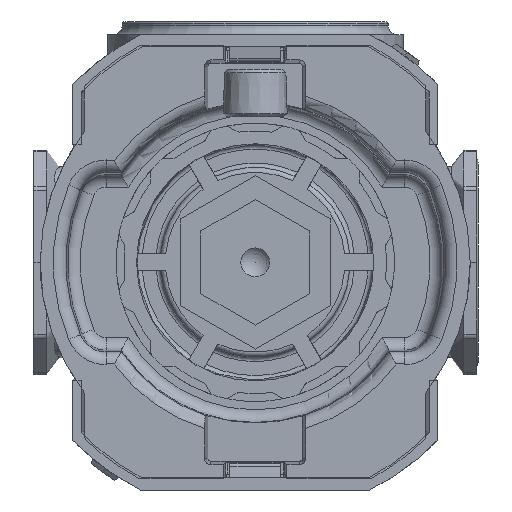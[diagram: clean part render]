
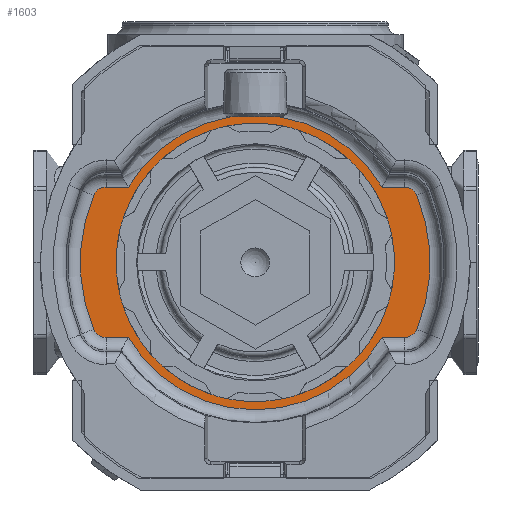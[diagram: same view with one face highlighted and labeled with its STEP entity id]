
A CAD part, front view. The second image highlights one B-rep face of the part: STEP entity #1603.
In plain terms, the highlighted planar face has unit normal (0, -1, 0).
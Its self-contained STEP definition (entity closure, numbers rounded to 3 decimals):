
#1603 = ADVANCED_FACE( '', ( #4251 ), #4252, .T. );
#4251 = FACE_OUTER_BOUND( '', #8115, .T. );
#4252 = PLANE( '', #8116 );
#8115 = EDGE_LOOP( '', ( #12984, #12985, #12986, #12987, #12988, #12989, #12990, #12991, #12992, #12993, #12994, #12995, #12996, #12997, #12998, #12999 ) );
#8116 = AXIS2_PLACEMENT_3D( '', #13000, #13001, #13002 );
#12984 = ORIENTED_EDGE( '', *, *, #23850, .F. );
#12985 = ORIENTED_EDGE( '', *, *, #23851, .T. );
#12986 = ORIENTED_EDGE( '', *, *, #23852, .F. );
#12987 = ORIENTED_EDGE( '', *, *, #23853, .T. );
#12988 = ORIENTED_EDGE( '', *, *, #23854, .T. );
#12989 = ORIENTED_EDGE( '', *, *, #23855, .T. );
#12990 = ORIENTED_EDGE( '', *, *, #23856, .T. );
#12991 = ORIENTED_EDGE( '', *, *, #23660, .F. );
#12992 = ORIENTED_EDGE( '', *, *, #23299, .T. );
#12993 = ORIENTED_EDGE( '', *, *, #23857, .T. );
#12994 = ORIENTED_EDGE( '', *, *, #23858, .T. );
#12995 = ORIENTED_EDGE( '', *, *, #23859, .F. );
#12996 = ORIENTED_EDGE( '', *, *, #23860, .F. );
#12997 = ORIENTED_EDGE( '', *, *, #23861, .F. );
#12998 = ORIENTED_EDGE( '', *, *, #23862, .F. );
#12999 = ORIENTED_EDGE( '', *, *, #23863, .T. );
#13000 = CARTESIAN_POINT( '', ( 0., 12., 0. ) );
#13001 = DIRECTION( '', ( 0., -1., 0. ) );
#13002 = DIRECTION( '', ( 0., 0., -1. ) );
#23299 = EDGE_CURVE( '', #27994, #27992, #27995, .T. );
#23660 = EDGE_CURVE( '', #27994, #28623, #28624, .T. );
#23850 = EDGE_CURVE( '', #28951, #28952, #28953, .T. );
#23851 = EDGE_CURVE( '', #28951, #28954, #28955, .T. );
#23852 = EDGE_CURVE( '', #28956, #28954, #28957, .T. );
#23853 = EDGE_CURVE( '', #28956, #28958, #28959, .T. );
#23854 = EDGE_CURVE( '', #28958, #28960, #28961, .T. );
#23855 = EDGE_CURVE( '', #28960, #28962, #28963, .T. );
#23856 = EDGE_CURVE( '', #28962, #28623, #28964, .T. );
#23857 = EDGE_CURVE( '', #27992, #28965, #28966, .T. );
#23858 = EDGE_CURVE( '', #28965, #28967, #28968, .T. );
#23859 = EDGE_CURVE( '', #28969, #28967, #28970, .T. );
#23860 = EDGE_CURVE( '', #28971, #28969, #28972, .T. );
#23861 = EDGE_CURVE( '', #28973, #28971, #28974, .T. );
#23862 = EDGE_CURVE( '', #28975, #28973, #28976, .T. );
#23863 = EDGE_CURVE( '', #28975, #28952, #28977, .T. );
#27992 = VERTEX_POINT( '', #35404 );
#27994 = VERTEX_POINT( '', #35419 );
#27995 = LINE( '', #35420, #35421 );
#28623 = VERTEX_POINT( '', #36543 );
#28624 = LINE( '', #36544, #36545 );
#28951 = VERTEX_POINT( '', #37261 );
#28952 = VERTEX_POINT( '', #37262 );
#28953 = LINE( '', #37263, #37264 );
#28954 = VERTEX_POINT( '', #37265 );
#28955 = CIRCLE( '', #37266, 23.325 );
#28956 = VERTEX_POINT( '', #37267 );
#28957 = LINE( '', #37268, #37269 );
#28958 = VERTEX_POINT( '', #37270 );
#28959 = LINE( '', #37271, #37272 );
#28960 = VERTEX_POINT( '', #37273 );
#28961 = CIRCLE( '', #37274, 2.15 );
#28962 = VERTEX_POINT( '', #37275 );
#28963 = CIRCLE( '', #37276, 27.65 );
#28964 = CIRCLE( '', #37277, 2.15 );
#28965 = VERTEX_POINT( '', #37278 );
#28966 = CIRCLE( '', #37279, 23.325 );
#28967 = VERTEX_POINT( '', #37280 );
#28968 = LINE( '', #37281, #37282 );
#28969 = VERTEX_POINT( '', #37283 );
#28970 = LINE( '', #37284, #37285 );
#28971 = VERTEX_POINT( '', #37286 );
#28972 = CIRCLE( '', #37287, 2.15 );
#28973 = VERTEX_POINT( '', #37288 );
#28974 = CIRCLE( '', #37289, 27.65 );
#28975 = VERTEX_POINT( '', #37290 );
#28976 = CIRCLE( '', #37291, 2.15 );
#28977 = LINE( '', #37292, #37293 );
#35404 = CARTESIAN_POINT( '', ( 20.067, 12., 11.89 ) );
#35419 = CARTESIAN_POINT( '', ( 23.559, 12., 11.89 ) );
#35420 = CARTESIAN_POINT( '', ( 23.559, 12., 11.89 ) );
#35421 = VECTOR( '', #47846, 1000. );
#36543 = CARTESIAN_POINT( '', ( 23.559, 12., 11.908 ) );
#36544 = CARTESIAN_POINT( '', ( 23.559, 12., 9.758 ) );
#36545 = VECTOR( '', #48271, 1000. );
#37261 = CARTESIAN_POINT( '', ( -20.067, 12., -11.89 ) );
#37262 = CARTESIAN_POINT( '', ( -23.559, 12., -11.89 ) );
#37263 = CARTESIAN_POINT( '', ( 23.559, 12., -11.89 ) );
#37264 = VECTOR( '', #48523, 1000. );
#37265 = CARTESIAN_POINT( '', ( 20.067, 12., -11.89 ) );
#37266 = AXIS2_PLACEMENT_3D( '', #48524, #48525, #48526 );
#37267 = CARTESIAN_POINT( '', ( 23.559, 12., -11.89 ) );
#37268 = CARTESIAN_POINT( '', ( 23.559, 12., -11.89 ) );
#37269 = VECTOR( '', #48527, 1000. );
#37270 = CARTESIAN_POINT( '', ( 23.559, 12., -11.908 ) );
#37271 = CARTESIAN_POINT( '', ( 23.559, 12., -9.758 ) );
#37272 = VECTOR( '', #48528, 1000. );
#37273 = CARTESIAN_POINT( '', ( 25.545, 12., -10.581 ) );
#37274 = AXIS2_PLACEMENT_3D( '', #48529, #48530, #48531 );
#37275 = CARTESIAN_POINT( '', ( 25.545, 12., 10.581 ) );
#37276 = AXIS2_PLACEMENT_3D( '', #48532, #48533, #48534 );
#37277 = AXIS2_PLACEMENT_3D( '', #48535, #48536, #48537 );
#37278 = CARTESIAN_POINT( '', ( -20.067, 12., 11.89 ) );
#37279 = AXIS2_PLACEMENT_3D( '', #48538, #48539, #48540 );
#37280 = CARTESIAN_POINT( '', ( -23.559, 12., 11.89 ) );
#37281 = CARTESIAN_POINT( '', ( 23.559, 12., 11.89 ) );
#37282 = VECTOR( '', #48541, 1000. );
#37283 = CARTESIAN_POINT( '', ( -23.559, 12., 11.908 ) );
#37284 = CARTESIAN_POINT( '', ( -23.559, 12., 11.908 ) );
#37285 = VECTOR( '', #48542, 1000. );
#37286 = CARTESIAN_POINT( '', ( -25.545, 12., 10.581 ) );
#37287 = AXIS2_PLACEMENT_3D( '', #48543, #48544, #48545 );
#37288 = CARTESIAN_POINT( '', ( -25.545, 12., -10.581 ) );
#37289 = AXIS2_PLACEMENT_3D( '', #48546, #48547, #48548 );
#37290 = CARTESIAN_POINT( '', ( -23.559, 12., -11.908 ) );
#37291 = AXIS2_PLACEMENT_3D( '', #48549, #48550, #48551 );
#37292 = CARTESIAN_POINT( '', ( -23.559, 12., -11.908 ) );
#37293 = VECTOR( '', #48552, 1000. );
#47846 = DIRECTION( '', ( -1., 0., 0. ) );
#48271 = DIRECTION( '', ( 0., 0., 1. ) );
#48523 = DIRECTION( '', ( -1., 0., 0. ) );
#48524 = CARTESIAN_POINT( '', ( 0., 12., 0. ) );
#48525 = DIRECTION( '', ( 0., -1., 0. ) );
#48526 = DIRECTION( '', ( 0., 0., -1. ) );
#48527 = DIRECTION( '', ( -1., 0., 0. ) );
#48528 = DIRECTION( '', ( 0., 0., -1. ) );
#48529 = CARTESIAN_POINT( '', ( 23.559, 12., -9.758 ) );
#48530 = DIRECTION( '', ( 0., -1., 0. ) );
#48531 = DIRECTION( '', ( 0., 0., -1. ) );
#48532 = CARTESIAN_POINT( '', ( 0., 12., 0. ) );
#48533 = DIRECTION( '', ( 0., -1., 0. ) );
#48534 = DIRECTION( '', ( 0., 0., -1. ) );
#48535 = CARTESIAN_POINT( '', ( 23.559, 12., 9.758 ) );
#48536 = DIRECTION( '', ( 0., -1., 0. ) );
#48537 = DIRECTION( '', ( 0., 0., -1. ) );
#48538 = CARTESIAN_POINT( '', ( 0., 12., 0. ) );
#48539 = DIRECTION( '', ( 0., -1., 0. ) );
#48540 = DIRECTION( '', ( 0., 0., -1. ) );
#48541 = DIRECTION( '', ( -1., 0., 0. ) );
#48542 = DIRECTION( '', ( 0., 0., -1. ) );
#48543 = CARTESIAN_POINT( '', ( -23.559, 12., 9.758 ) );
#48544 = DIRECTION( '', ( 0., 1., 0. ) );
#48545 = DIRECTION( '', ( 0., 0., 1. ) );
#48546 = CARTESIAN_POINT( '', ( 0., 12., 0. ) );
#48547 = DIRECTION( '', ( 0., 1., 0. ) );
#48548 = DIRECTION( '', ( 0., 0., 1. ) );
#48549 = CARTESIAN_POINT( '', ( -23.559, 12., -9.758 ) );
#48550 = DIRECTION( '', ( 0., 1., 0. ) );
#48551 = DIRECTION( '', ( 0., 0., 1. ) );
#48552 = DIRECTION( '', ( 0., 0., 1. ) );
